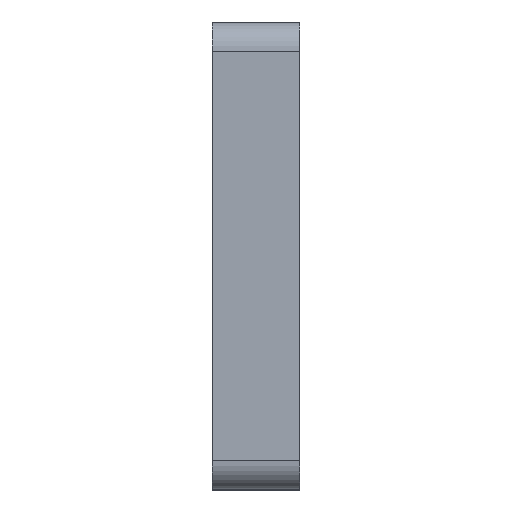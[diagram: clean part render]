
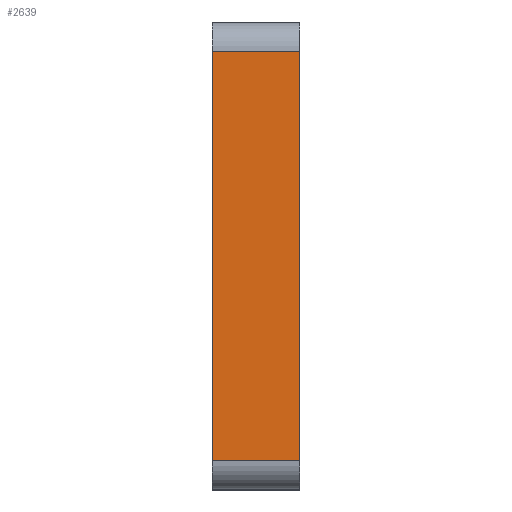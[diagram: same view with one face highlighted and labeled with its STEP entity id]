
A CAD part, front view. The second image highlights one B-rep face of the part: STEP entity #2639.
In plain terms, the highlighted face is planar.
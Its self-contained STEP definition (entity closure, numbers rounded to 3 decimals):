
#241=FACE_OUTER_BOUND('',#418,.T.);
#418=EDGE_LOOP('',(#2277,#2278,#2279,#2280));
#468=LINE('',#3618,#787);
#682=LINE('',#4118,#1001);
#716=LINE('',#4205,#1035);
#717=LINE('',#4207,#1036);
#787=VECTOR('',#2914,10.);
#1001=VECTOR('',#3370,10.);
#1035=VECTOR('',#3442,10.);
#1036=VECTOR('',#3445,10.);
#1103=VERTEX_POINT('',#3615);
#1104=VERTEX_POINT('',#3617);
#1268=VERTEX_POINT('',#4115);
#1269=VERTEX_POINT('',#4117);
#1349=EDGE_CURVE('',#1104,#1103,#468,.T.);
#1594=EDGE_CURVE('',#1269,#1268,#682,.T.);
#1638=EDGE_CURVE('',#1268,#1104,#716,.T.);
#1639=EDGE_CURVE('',#1103,#1269,#717,.T.);
#2277=ORIENTED_EDGE('',*,*,#1639,.T.);
#2278=ORIENTED_EDGE('',*,*,#1594,.T.);
#2279=ORIENTED_EDGE('',*,*,#1638,.T.);
#2280=ORIENTED_EDGE('',*,*,#1349,.T.);
#2505=PLANE('',#2836);
#2639=ADVANCED_FACE('',(#241),#2505,.F.);
#2836=AXIS2_PLACEMENT_3D('',#4206,#3443,#3444);
#2914=DIRECTION('',(0.,0.,1.));
#3370=DIRECTION('',(0.,0.,-1.));
#3442=DIRECTION('',(0.,-1.,0.));
#3443=DIRECTION('center_axis',(1.,0.,0.));
#3444=DIRECTION('ref_axis',(0.,0.,
-1.));
#3445=DIRECTION('',(0.,1.,0.));
#3615=CARTESIAN_POINT('',(-101.569,431.722,-148.388));
#3617=CARTESIAN_POINT('',(-101.569,431.722,-176.388));
#3618=CARTESIAN_POINT('',(-101.569,431.722,-193.388));
#4115=CARTESIAN_POINT('',(-101.569,437.722,-176.388));
#4117=CARTESIAN_POINT('',(-101.569,437.722,-148.388));
#4118=CARTESIAN_POINT('',(-101.569,437.722,-146.388));
#4205=CARTESIAN_POINT('',(-101.569,433.222,-176.388));
#4206=CARTESIAN_POINT('Origin',(-101.569,433.222,-146.388));
#4207=CARTESIAN_POINT('',(-101.569,433.222,-148.388));
